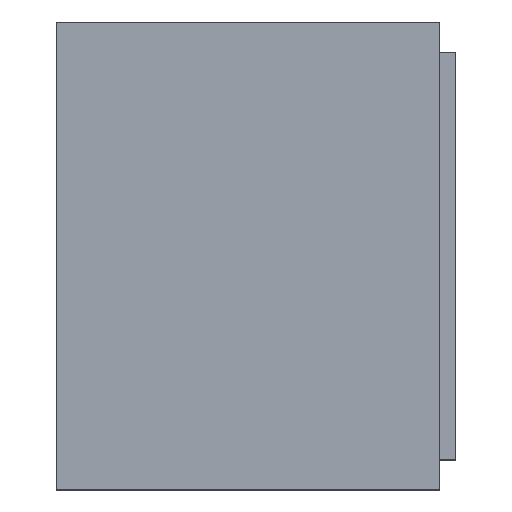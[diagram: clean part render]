
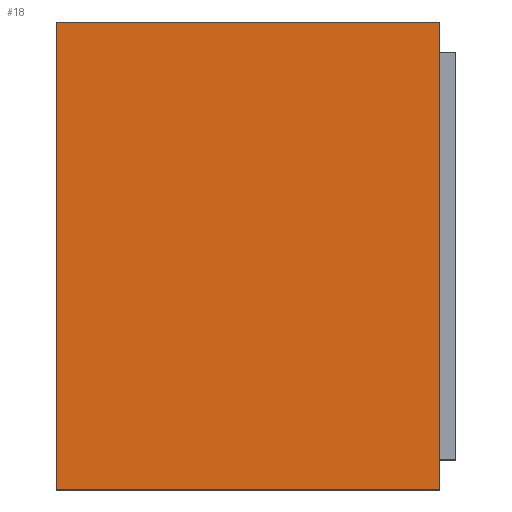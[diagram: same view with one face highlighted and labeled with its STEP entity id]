
A CAD part, left-side view. The second image highlights one B-rep face of the part: STEP entity #18.
In plain terms, the highlighted planar face has unit normal (-1, 0, 0).
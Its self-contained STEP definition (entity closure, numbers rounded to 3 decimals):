
#4 = ORIENTED_EDGE ( 'NONE', *, *, #196, .T. ) ;
#7 = CARTESIAN_POINT ( 'NONE',  ( -0.493, 0.02, 0.293 ) ) ;
#18 = ADVANCED_FACE ( 'NONE', ( #602 ), #496, .F. ) ;
#35 = LINE ( 'NONE', #1137, #1285 ) ;
#196 = EDGE_CURVE ( 'NONE', #1141, #896, #1180, .T. ) ;
#198 = DIRECTION ( 'NONE',  ( 0., -1., 0. ) ) ;
#203 = LINE ( 'NONE', #306, #607 ) ;
#226 = CARTESIAN_POINT ( 'NONE',  ( -0.493, 0.5, 0.293 ) ) ;
#249 = ORIENTED_EDGE ( 'NONE', *, *, #879, .F. ) ;
#257 = DIRECTION ( 'NONE',  ( 1., 0., 0. ) ) ;
#261 = LINE ( 'NONE', #364, #745 ) ;
#293 = EDGE_CURVE ( 'NONE', #1436, #1141, #35, .T. ) ;
#305 = CARTESIAN_POINT ( 'NONE',  ( -0.493, 0.02, -0.292 ) ) ;
#306 = CARTESIAN_POINT ( 'NONE',  ( -0.493, 2.146, 0.293 ) ) ;
#364 = CARTESIAN_POINT ( 'NONE',  ( -0.493, 0.5, 0.293 ) ) ;
#496 = PLANE ( 'NONE',  #1348 ) ;
#530 = EDGE_LOOP ( 'NONE', ( #249, #1140, #4, #1244 ) ) ;
#553 = DIRECTION ( 'NONE',  ( 0., -1., 0. ) ) ;
#602 = FACE_OUTER_BOUND ( 'NONE', #530, .T. ) ;
#607 = VECTOR ( 'NONE', #553, 1000. ) ;
#737 = CARTESIAN_POINT ( 'NONE',  ( -0.493, 2.146, 0.293 ) ) ;
#745 = VECTOR ( 'NONE', #1365, 1000. ) ;
#747 = DIRECTION ( 'NONE',  ( 0., 0., -1. ) ) ;
#758 = EDGE_CURVE ( 'NONE', #1284, #896, #203, .T. ) ;
#879 = EDGE_CURVE ( 'NONE', #1436, #1284, #261, .T. ) ;
#896 = VERTEX_POINT ( 'NONE', #7 ) ;
#935 = DIRECTION ( 'NONE',  ( 0., 0., 1. ) ) ;
#938 = VECTOR ( 'NONE', #935, 1000. ) ;
#1053 = CARTESIAN_POINT ( 'NONE',  ( -0.493, 0.02, 0.293 ) ) ;
#1137 = CARTESIAN_POINT ( 'NONE',  ( -0.493, 2.146, -0.292 ) ) ;
#1140 = ORIENTED_EDGE ( 'NONE', *, *, #293, .T. ) ;
#1141 = VERTEX_POINT ( 'NONE', #305 ) ;
#1180 = LINE ( 'NONE', #1053, #938 ) ;
#1240 = CARTESIAN_POINT ( 'NONE',  ( -0.493, 0.5, -0.292 ) ) ;
#1244 = ORIENTED_EDGE ( 'NONE', *, *, #758, .F. ) ;
#1284 = VERTEX_POINT ( 'NONE', #226 ) ;
#1285 = VECTOR ( 'NONE', #198, 1000. ) ;
#1348 = AXIS2_PLACEMENT_3D ( 'NONE', #737, #257, #747 ) ;
#1365 = DIRECTION ( 'NONE',  ( 0., 0., 1. ) ) ;
#1436 = VERTEX_POINT ( 'NONE', #1240 ) ;
